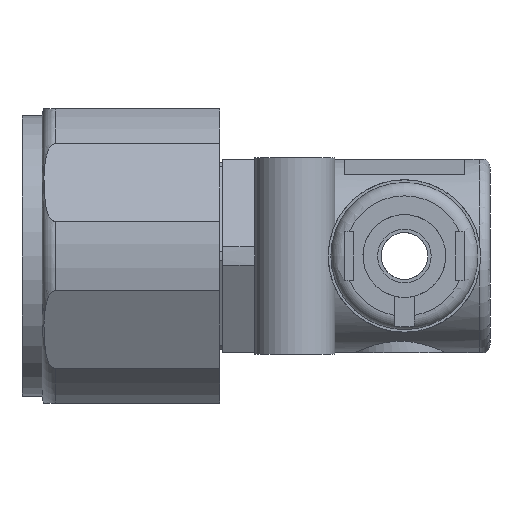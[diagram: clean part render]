
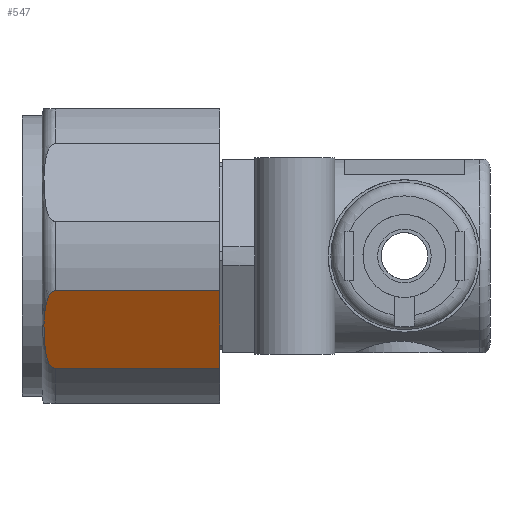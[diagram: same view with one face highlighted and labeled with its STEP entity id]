
A CAD part, left-side view. The second image highlights one B-rep face of the part: STEP entity #547.
In plain terms, the highlighted face is planar.
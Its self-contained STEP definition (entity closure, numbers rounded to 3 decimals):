
#547 = ADVANCED_FACE( '', ( #1147 ), #1148, .F. );
#1147 = FACE_OUTER_BOUND( '', #1774, .T. );
#1148 = PLANE( '', #1775 );
#1774 = EDGE_LOOP( '', ( #3063, #3064, #3065, #3066 ) );
#1775 = AXIS2_PLACEMENT_3D( '', #3067, #3068, #3069 );
#3063 = ORIENTED_EDGE( '', *, *, #3910, .T. );
#3064 = ORIENTED_EDGE( '', *, *, #3925, .F. );
#3065 = ORIENTED_EDGE( '', *, *, #3926, .F. );
#3066 = ORIENTED_EDGE( '', *, *, #3777, .F. );
#3067 = CARTESIAN_POINT( '', ( -11., 18., 6.351 ) );
#3068 = DIRECTION( '', ( 0.5, 0., -0.866 ) );
#3069 = DIRECTION( '', ( -0.866, 0., -0.5 ) );
#3777 = EDGE_CURVE( '', #4572, #4568, #4574, .T. );
#3910 = EDGE_CURVE( '', #4572, #4751, #4753, .T. );
#3925 = EDGE_CURVE( '', #4770, #4751, #4771, .F. );
#3926 = EDGE_CURVE( '', #4568, #4770, #4772, .T. );
#4568 = VERTEX_POINT( '', #5999 );
#4572 = VERTEX_POINT( '', #6004 );
#4574 = LINE( '', #6006, #6007 );
#4751 = VERTEX_POINT( '', #6397 );
#4753 = B_SPLINE_CURVE_WITH_KNOTS( '', 3, ( #6399, #6400, #6401, #6402, #6403, #6404, #6405, #6406, #6407, #6408, #6409, #6410, #6411, #6412, #6413, #6414, #6415, #6416, #6417, #6418, #6419, #6420, #6421, #6422, #6423, #6424, #6425, #6426 ), .UNSPECIFIED., .F., .F., ( 4, 2, 2, 2, 2, 2, 2, 2, 2, 2, 2, 2, 2, 4 ), ( 0., 0., 0., 0.001, 0.001, 0.002, 0.003, 0.004, 0.005, 0.006, 0.006, 0.007, 0.007, 0.007 ), .UNSPECIFIED. );
#4770 = VERTEX_POINT( '', #6500 );
#4771 = LINE( '', #6501, #6502 );
#4772 = LINE( '', #6503, #6504 );
#5999 = CARTESIAN_POINT( '', ( -2.595, 1.81, 11.203 ) );
#6004 = CARTESIAN_POINT( '', ( -2.595, 14.1, 11.203 ) );
#6006 = CARTESIAN_POINT( '', ( -2.595, 0., 11.203 ) );
#6007 = VECTOR( '', #7066, 1000. );
#6397 = CARTESIAN_POINT( '', ( -8.405, 14.1, 7.849 ) );
#6399 = CARTESIAN_POINT( '', ( -2.595, 14.1, 11.203 ) );
#6400 = CARTESIAN_POINT( '', ( -2.595, 14.178, 11.203 ) );
#6401 = CARTESIAN_POINT( '', ( -2.623, 14.251, 11.187 ) );
#6402 = CARTESIAN_POINT( '', ( -2.705, 14.374, 11.14 ) );
#6403 = CARTESIAN_POINT( '', ( -2.756, 14.424, 11.111 ) );
#6404 = CARTESIAN_POINT( '', ( -2.921, 14.555, 11.015 ) );
#6405 = CARTESIAN_POINT( '', ( -3.042, 14.615, 10.945 ) );
#6406 = CARTESIAN_POINT( '', ( -3.291, 14.715, 10.802 ) );
#6407 = CARTESIAN_POINT( '', ( -3.42, 14.753, 10.727 ) );
#6408 = CARTESIAN_POINT( '', ( -3.677, 14.817, 10.579 ) );
#6409 = CARTESIAN_POINT( '', ( -3.806, 14.842, 10.504 ) );
#6410 = CARTESIAN_POINT( '', ( -4.194, 14.903, 10.28 ) );
#6411 = CARTESIAN_POINT( '', ( -4.455, 14.928, 10.13 ) );
#6412 = CARTESIAN_POINT( '', ( -4.978, 14.959, 9.828 ) );
#6413 = CARTESIAN_POINT( '', ( -5.241, 14.966, 9.676 ) );
#6414 = CARTESIAN_POINT( '', ( -5.765, 14.966, 9.373 ) );
#6415 = CARTESIAN_POINT( '', ( -6.028, 14.959, 9.222 ) );
#6416 = CARTESIAN_POINT( '', ( -6.552, 14.927, 8.919 ) );
#6417 = CARTESIAN_POINT( '', ( -6.814, 14.902, 8.768 ) );
#6418 = CARTESIAN_POINT( '', ( -7.334, 14.819, 8.468 ) );
#6419 = CARTESIAN_POINT( '', ( -7.593, 14.762, 8.318 ) );
#6420 = CARTESIAN_POINT( '', ( -7.964, 14.612, 8.104 ) );
#6421 = CARTESIAN_POINT( '', ( -8.085, 14.551, 8.034 ) );
#6422 = CARTESIAN_POINT( '', ( -8.248, 14.421, 7.94 ) );
#6423 = CARTESIAN_POINT( '', ( -8.298, 14.371, 7.911 ) );
#6424 = CARTESIAN_POINT( '', ( -8.377, 14.249, 7.865 ) );
#6425 = CARTESIAN_POINT( '', ( -8.405, 14.177, 7.849 ) );
#6426 = CARTESIAN_POINT( '', ( -8.405, 14.1, 7.849 ) );
#6500 = CARTESIAN_POINT( '', ( -8.405, 1.81, 7.849 ) );
#6501 = CARTESIAN_POINT( '', ( -8.405, 0., 7.849 ) );
#6502 = VECTOR( '', #7211, 1000. );
#6503 = CARTESIAN_POINT( '', ( 3.125, 1.81, 14.506 ) );
#6504 = VECTOR( '', #7212, 1000. );
#7066 = DIRECTION( '', ( 0., -1., 0. ) );
#7211 = DIRECTION( '', ( 0., -1., 0. ) );
#7212 = DIRECTION( '', ( -0.866, 0., -0.5 ) );
